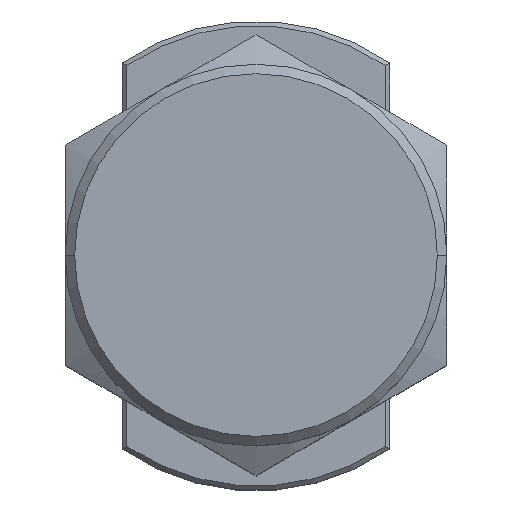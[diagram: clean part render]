
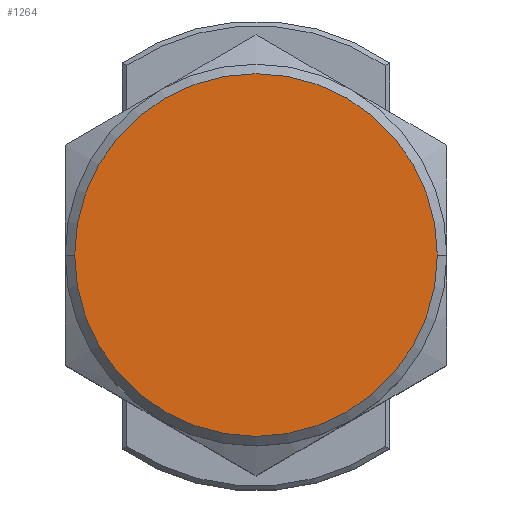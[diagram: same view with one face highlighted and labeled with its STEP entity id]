
A CAD part, top view. The second image highlights one B-rep face of the part: STEP entity #1264.
In plain terms, the highlighted planar face has unit normal (0, 0, 1).
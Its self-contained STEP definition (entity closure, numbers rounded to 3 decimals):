
#73 = VERTEX_POINT ( 'NONE', #282 ) ;
#128 = DIRECTION ( 'NONE',  ( 0., 0., 1. ) ) ;
#174 = AXIS2_PLACEMENT_3D ( 'NONE', #2037, #128, #1715 ) ;
#261 = VERTEX_POINT ( 'NONE', #1588 ) ;
#282 = CARTESIAN_POINT ( 'NONE',  ( -3.823, 0., 5.279 ) ) ;
#330 = EDGE_CURVE ( 'NONE', #261, #73, #1087, .T. ) ;
#571 = DIRECTION ( 'NONE',  ( 0., 0., 1. ) ) ;
#612 = FACE_OUTER_BOUND ( 'NONE', #1766, .T. ) ;
#678 = AXIS2_PLACEMENT_3D ( 'NONE', #1578, #686, #1598 ) ;
#686 = DIRECTION ( 'NONE',  ( 0., 0., 1. ) ) ;
#725 = CIRCLE ( 'NONE', #2036, 3.823 ) ;
#791 = ORIENTED_EDGE ( 'NONE', *, *, #1483, .T. ) ;
#804 = PLANE ( 'NONE',  #174 ) ;
#1087 = CIRCLE ( 'NONE', #678, 3.823 ) ;
#1264 = ADVANCED_FACE ( 'NONE', ( #612 ), #804, .T. ) ;
#1278 = DIRECTION ( 'NONE',  ( 1., 0., 0. ) ) ;
#1483 = EDGE_CURVE ( 'NONE', #73, #261, #725, .T. ) ;
#1578 = CARTESIAN_POINT ( 'NONE',  ( 0., 0., 5.279 ) ) ;
#1588 = CARTESIAN_POINT ( 'NONE',  ( 3.823, 0., 5.279 ) ) ;
#1598 = DIRECTION ( 'NONE',  ( 1., 0., 0. ) ) ;
#1626 = ORIENTED_EDGE ( 'NONE', *, *, #330, .T. ) ;
#1715 = DIRECTION ( 'NONE',  ( 1., 0., 0. ) ) ;
#1766 = EDGE_LOOP ( 'NONE', ( #791, #1626 ) ) ;
#2005 = CARTESIAN_POINT ( 'NONE',  ( 0., 0., 5.279 ) ) ;
#2036 = AXIS2_PLACEMENT_3D ( 'NONE', #2005, #571, #1278 ) ;
#2037 = CARTESIAN_POINT ( 'NONE',  ( 0., 0., 5.279 ) ) ;
